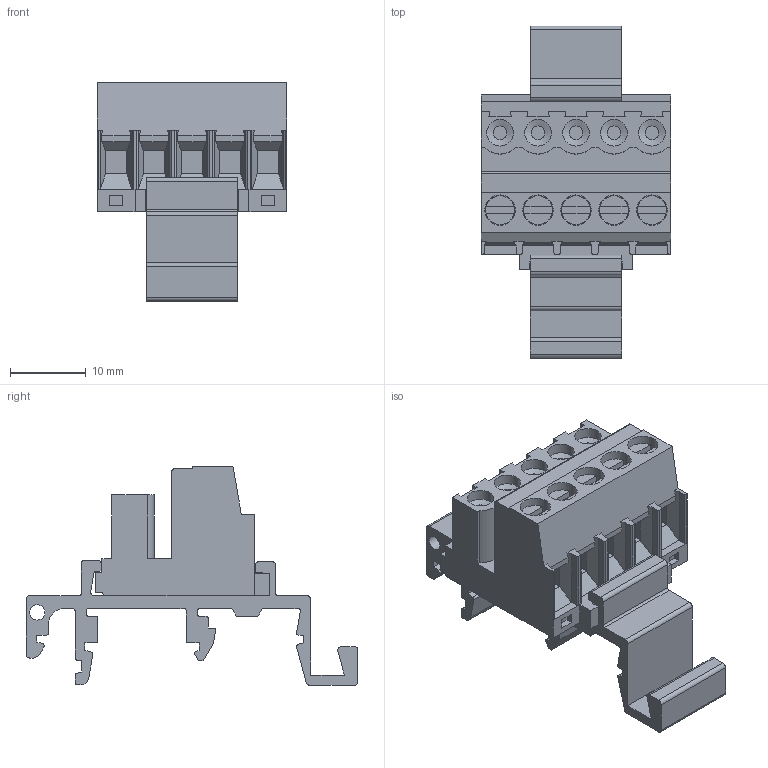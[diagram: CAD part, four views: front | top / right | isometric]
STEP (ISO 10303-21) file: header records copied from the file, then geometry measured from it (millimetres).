
FILE_DESCRIPTION(('STEP AP214'),'1');
FILE_NAME('SVR05-5-DR.stp','2021-02-15T14:25:31',(' '),(' '),'Spatial InterOp 3D',' ',' ');
FILE_SCHEMA(('AUTOMOTIVE_DESIGN { 1 0 10303 214 1 1 1 1 }'));
Length unit declared in the file: metre
Products named in the file (1): 1613399084
Bounding box: 25 x 43.7 x 28.8 mm (x, y, z)
Volume: 7684.2 mm3; surface area: 6230.7 mm2
Topology: 1 solids, 1 shells, 391 faces, 1049 edges, 688 vertices
Faces by surface type: plane 295, cylinder 86, cone 10
Full cylindrical faces by diameter (mm): 1.8 x5, 2 x1, 2.6 x5, 3.5 x5, 3.8 x5, 4 x5
Entity records: 14932 total; most frequent: CARTESIAN_POINT 2063, ORIENTED_EDGE 1996, DIRECTION 1969, EDGE_CURVE 998, LINE 811, VECTOR 811, VERTEX_POINT 673, AXIS2_PLACEMENT_3D 579
